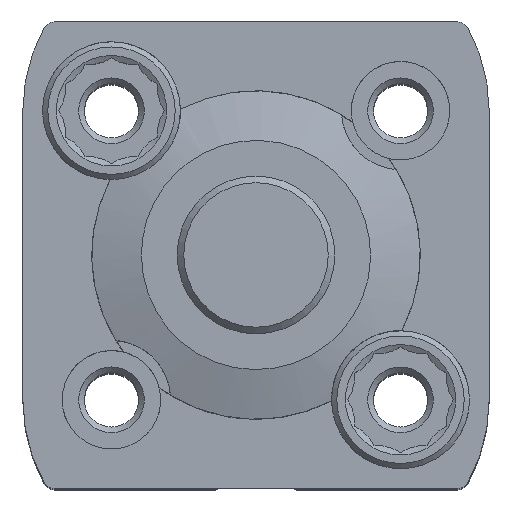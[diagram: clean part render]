
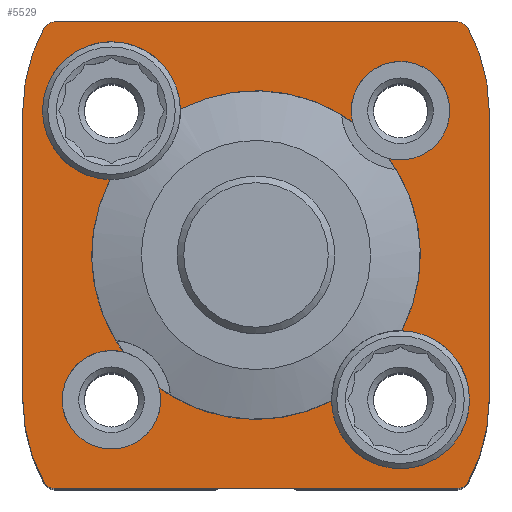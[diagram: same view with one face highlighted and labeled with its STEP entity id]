
A CAD part, top view. The second image highlights one B-rep face of the part: STEP entity #5529.
In plain terms, the highlighted planar face has unit normal (0, 0, 1).
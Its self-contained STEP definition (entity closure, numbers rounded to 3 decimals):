
#31=PLANE('',#5983);
#420=LINE('',#8803,#852);
#421=LINE('',#8809,#853);
#422=LINE('',#8815,#854);
#423=LINE('',#8821,#855);
#852=VECTOR('',#6860,1000.);
#853=VECTOR('',#6865,1000.);
#854=VECTOR('',#6870,1000.);
#855=VECTOR('',#6875,1000.);
#1456=ORIENTED_EDGE('',*,*,#3084,.T.);
#1457=ORIENTED_EDGE('',*,*,#3085,.T.);
#1458=ORIENTED_EDGE('',*,*,#3086,.T.);
#1459=ORIENTED_EDGE('',*,*,#3087,.T.);
#1460=ORIENTED_EDGE('',*,*,#3088,.T.);
#1461=ORIENTED_EDGE('',*,*,#3089,.T.);
#1462=ORIENTED_EDGE('',*,*,#3090,.T.);
#1463=ORIENTED_EDGE('',*,*,#3091,.T.);
#1464=ORIENTED_EDGE('',*,*,#3092,.T.);
#1465=ORIENTED_EDGE('',*,*,#3093,.T.);
#1466=ORIENTED_EDGE('',*,*,#3094,.T.);
#1467=ORIENTED_EDGE('',*,*,#3095,.T.);
#1468=ORIENTED_EDGE('',*,*,#3079,.T.);
#1469=ORIENTED_EDGE('',*,*,#3096,.T.);
#1470=ORIENTED_EDGE('',*,*,#3077,.T.);
#1471=ORIENTED_EDGE('',*,*,#3097,.T.);
#1472=ORIENTED_EDGE('',*,*,#3098,.T.);
#1473=ORIENTED_EDGE('',*,*,#3099,.T.);
#1474=ORIENTED_EDGE('',*,*,#3100,.T.);
#1475=ORIENTED_EDGE('',*,*,#3101,.T.);
#3077=EDGE_CURVE('',#3875,#3879,#4334,.T.);
#3079=EDGE_CURVE('',#3882,#3880,#4335,.T.);
#3084=EDGE_CURVE('',#3886,#3887,#4338,.T.);
#3085=EDGE_CURVE('',#3887,#3888,#420,.T.);
#3086=EDGE_CURVE('',#3888,#3889,#4339,.T.);
#3087=EDGE_CURVE('',#3889,#3890,#4340,.T.);
#3088=EDGE_CURVE('',#3890,#3891,#421,.T.);
#3089=EDGE_CURVE('',#3891,#3892,#4341,.T.);
#3090=EDGE_CURVE('',#3892,#3893,#4342,.T.);
#3091=EDGE_CURVE('',#3893,#3894,#422,.T.);
#3092=EDGE_CURVE('',#3894,#3895,#4343,.T.);
#3093=EDGE_CURVE('',#3895,#3896,#4344,.T.);
#3094=EDGE_CURVE('',#3896,#3897,#423,.T.);
#3095=EDGE_CURVE('',#3897,#3886,#4345,.T.);
#3096=EDGE_CURVE('',#3880,#3875,#4346,.F.);
#3097=EDGE_CURVE('',#3879,#3898,#4347,.F.);
#3098=EDGE_CURVE('',#3898,#3899,#4348,.T.);
#3099=EDGE_CURVE('',#3899,#3900,#4349,.F.);
#3100=EDGE_CURVE('',#3900,#3901,#4350,.T.);
#3101=EDGE_CURVE('',#3901,#3882,#4351,.F.);
#3875=VERTEX_POINT('',#8776);
#3879=VERTEX_POINT('',#8784);
#3880=VERTEX_POINT('',#8788);
#3882=VERTEX_POINT('',#8791);
#3886=VERTEX_POINT('',#8801);
#3887=VERTEX_POINT('',#8802);
#3888=VERTEX_POINT('',#8804);
#3889=VERTEX_POINT('',#8806);
#3890=VERTEX_POINT('',#8808);
#3891=VERTEX_POINT('',#8810);
#3892=VERTEX_POINT('',#8812);
#3893=VERTEX_POINT('',#8814);
#3894=VERTEX_POINT('',#8816);
#3895=VERTEX_POINT('',#8818);
#3896=VERTEX_POINT('',#8820);
#3897=VERTEX_POINT('',#8822);
#3898=VERTEX_POINT('',#8826);
#3899=VERTEX_POINT('',#8828);
#3900=VERTEX_POINT('',#8830);
#3901=VERTEX_POINT('',#8832);
#4334=CIRCLE('',#5978,12.5);
#4335=CIRCLE('',#5980,12.5);
#4338=CIRCLE('',#5984,13.);
#4339=CIRCLE('',#5985,13.);
#4340=CIRCLE('',#5986,0.85);
#4341=CIRCLE('',#5987,0.85);
#4342=CIRCLE('',#5988,13.);
#4343=CIRCLE('',#5989,13.);
#4344=CIRCLE('',#5990,0.85);
#4345=CIRCLE('',#5991,0.85);
#4346=CIRCLE('',#5992,5.25);
#4347=CIRCLE('',#5993,3.75);
#4348=CIRCLE('',#5994,12.5);
#4349=CIRCLE('',#5995,5.25);
#4350=CIRCLE('',#5996,12.5);
#4351=CIRCLE('',#5997,3.75);
#4584=EDGE_LOOP('',(#1456,#1457,#1458,#1459,#1460,#1461,#1462,#1463,#1464,
#1465,#1466,#1467));
#4585=EDGE_LOOP('',(#1468,#1469,#1470,#1471,#1472,#1473,#1474,#1475));
#4990=FACE_BOUND('',#4584,.T.);
#4991=FACE_BOUND('',#4585,.T.);
#5529=ADVANCED_FACE('',(#4990,#4991),#31,.T.);
#5978=AXIS2_PLACEMENT_3D('',#8785,#6843,#6844);
#5980=AXIS2_PLACEMENT_3D('',#8790,#6848,#6849);
#5983=AXIS2_PLACEMENT_3D('',#8799,#6856,#6857);
#5984=AXIS2_PLACEMENT_3D('',#8800,#6858,#6859);
#5985=AXIS2_PLACEMENT_3D('',#8805,#6861,#6862);
#5986=AXIS2_PLACEMENT_3D('',#8807,#6863,#6864);
#5987=AXIS2_PLACEMENT_3D('',#8811,#6866,#6867);
#5988=AXIS2_PLACEMENT_3D('',#8813,#6868,#6869);
#5989=AXIS2_PLACEMENT_3D('',#8817,#6871,#6872);
#5990=AXIS2_PLACEMENT_3D('',#8819,#6873,#6874);
#5991=AXIS2_PLACEMENT_3D('',#8823,#6876,#6877);
#5992=AXIS2_PLACEMENT_3D('',#8824,#6878,#6879);
#5993=AXIS2_PLACEMENT_3D('',#8825,#6880,#6881);
#5994=AXIS2_PLACEMENT_3D('',#8827,#6882,#6883);
#5995=AXIS2_PLACEMENT_3D('',#8829,#6884,#6885);
#5996=AXIS2_PLACEMENT_3D('',#8831,#6886,#6887);
#5997=AXIS2_PLACEMENT_3D('',#8833,#6888,#6889);
#6843=DIRECTION('',(0.,0.,-1.));
#6844=DIRECTION('',(-1.,0.,0.));
#6848=DIRECTION('',(0.,0.,-1.));
#6849=DIRECTION('',(-1.,0.,0.));
#6856=DIRECTION('',(0.,0.,1.));
#6857=DIRECTION('',(1.,0.,0.));
#6858=DIRECTION('',(0.,0.,1.));
#6859=DIRECTION('',(1.,0.,0.));
#6860=DIRECTION('',(0.,-1.,0.));
#6861=DIRECTION('',(0.,0.,1.));
#6862=DIRECTION('',(1.,0.,0.));
#6863=DIRECTION('',(0.,0.,1.));
#6864=DIRECTION('',(1.,0.,0.));
#6865=DIRECTION('',(1.,0.,0.));
#6866=DIRECTION('',(0.,0.,1.));
#6867=DIRECTION('',(1.,0.,0.));
#6868=DIRECTION('',(0.,0.,1.));
#6869=DIRECTION('',(1.,0.,0.));
#6870=DIRECTION('',(0.,1.,0.));
#6871=DIRECTION('',(0.,0.,1.));
#6872=DIRECTION('',(1.,0.,0.));
#6873=DIRECTION('',(0.,0.,1.));
#6874=DIRECTION('',(1.,0.,0.));
#6875=DIRECTION('',(-1.,0.,0.));
#6876=DIRECTION('',(0.,0.,1.));
#6877=DIRECTION('',(1.,0.,0.));
#6878=DIRECTION('',(0.,0.,1.));
#6879=DIRECTION('',(1.,0.,0.));
#6880=DIRECTION('',(0.,0.,1.));
#6881=DIRECTION('',(1.,0.,0.));
#6882=DIRECTION('',(0.,0.,-1.));
#6883=DIRECTION('',(-1.,0.,0.));
#6884=DIRECTION('',(0.,0.,1.));
#6885=DIRECTION('',(1.,0.,0.));
#6886=DIRECTION('',(0.,0.,-1.));
#6887=DIRECTION('',(-1.,0.,0.));
#6888=DIRECTION('',(0.,0.,1.));
#6889=DIRECTION('',(1.,0.,0.));
#8776=CARTESIAN_POINT('',(5.751,-11.099,0.));
#8784=CARTESIAN_POINT('',(-7.358,-10.105,0.));
#8785=CARTESIAN_POINT('',(0.,0.,0.));
#8788=CARTESIAN_POINT('',(11.099,-5.751,0.));
#8790=CARTESIAN_POINT('',(0.,0.,0.));
#8791=CARTESIAN_POINT('',(10.105,7.358,0.));
#8799=CARTESIAN_POINT('',(-4.75,11.,0.));
#8800=CARTESIAN_POINT('',(-4.75,11.,0.));
#8801=CARTESIAN_POINT('',(-16.114,17.313,0.));
#8802=CARTESIAN_POINT('',(-17.75,11.,0.));
#8803=CARTESIAN_POINT('',(-17.75,11.,0.));
#8804=CARTESIAN_POINT('',(-17.75,-11.,0.));
#8805=CARTESIAN_POINT('',(-4.75,-11.,0.));
#8806=CARTESIAN_POINT('',(-16.114,-17.313,0.));
#8807=CARTESIAN_POINT('',(-15.371,-16.9,0.));
#8808=CARTESIAN_POINT('',(-15.371,-17.75,0.));
#8809=CARTESIAN_POINT('',(-15.371,-17.75,0.));
#8810=CARTESIAN_POINT('',(15.371,-17.75,0.));
#8811=CARTESIAN_POINT('',(15.371,-16.9,0.));
#8812=CARTESIAN_POINT('',(16.114,-17.313,0.));
#8813=CARTESIAN_POINT('',(4.75,-11.,0.));
#8814=CARTESIAN_POINT('',(17.75,-11.,0.));
#8815=CARTESIAN_POINT('',(17.75,-11.,0.));
#8816=CARTESIAN_POINT('',(17.75,11.,0.));
#8817=CARTESIAN_POINT('',(4.75,11.,0.));
#8818=CARTESIAN_POINT('',(16.114,17.313,0.));
#8819=CARTESIAN_POINT('',(15.371,16.9,0.));
#8820=CARTESIAN_POINT('',(15.371,17.75,0.));
#8821=CARTESIAN_POINT('',(15.371,17.75,0.));
#8822=CARTESIAN_POINT('',(-15.371,17.75,0.));
#8823=CARTESIAN_POINT('',(-15.371,16.9,0.));
#8824=CARTESIAN_POINT('',(11.,-11.,0.));
#8825=CARTESIAN_POINT('',(-11.,-11.,0.));
#8826=CARTESIAN_POINT('',(-10.105,-7.358,0.));
#8827=CARTESIAN_POINT('',(0.,0.,0.));
#8828=CARTESIAN_POINT('',(-11.099,5.751,0.));
#8829=CARTESIAN_POINT('',(-11.,11.,0.));
#8830=CARTESIAN_POINT('',(-5.751,11.099,0.));
#8831=CARTESIAN_POINT('',(0.,0.,0.));
#8832=CARTESIAN_POINT('',(7.358,10.105,0.));
#8833=CARTESIAN_POINT('',(11.,11.,0.));
